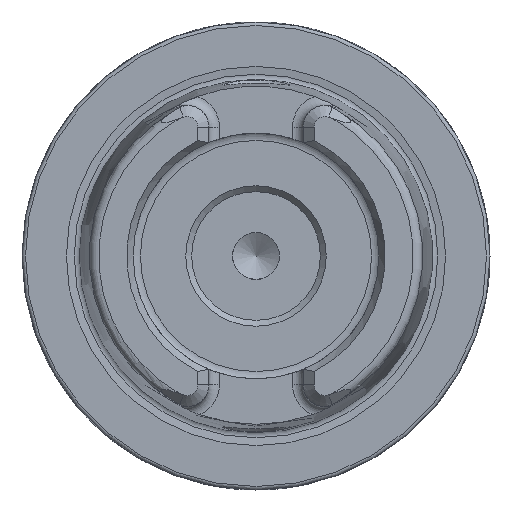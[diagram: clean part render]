
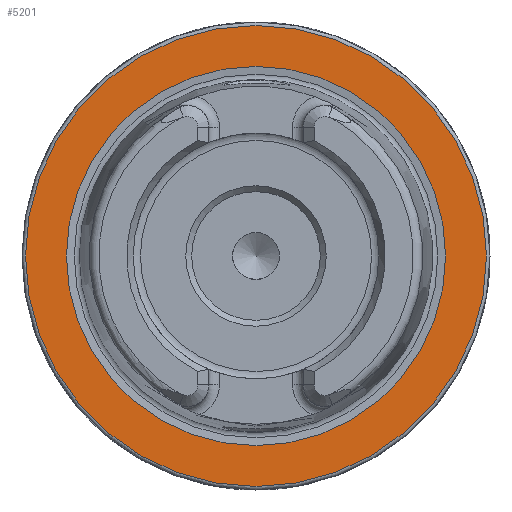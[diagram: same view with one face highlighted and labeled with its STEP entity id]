
A CAD part, left-side view. The second image highlights one B-rep face of the part: STEP entity #5201.
In plain terms, the highlighted planar face has unit normal (-1, 0, 0).
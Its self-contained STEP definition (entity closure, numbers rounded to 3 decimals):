
#28 = EDGE_CURVE ( 'NONE', #4224, #4224, #9043, .T. ) ;
#340 = EDGE_LOOP ( 'NONE', ( #8092 ) ) ;
#1555 = VERTEX_POINT ( 'NONE', #3392 ) ;
#2299 = EDGE_CURVE ( 'NONE', #1555, #1555, #8037, .T. ) ;
#2327 = FACE_OUTER_BOUND ( 'NONE', #340, .T. ) ;
#2690 = DIRECTION ( 'NONE',  ( -1., 0., 0. ) ) ;
#2854 = CARTESIAN_POINT ( 'NONE',  ( 0., 19.7, 0. ) ) ;
#3392 = CARTESIAN_POINT ( 'NONE',  ( 0., 0., 16.207 ) ) ;
#3952 = DIRECTION ( 'NONE',  ( 0., 0., 1. ) ) ;
#4224 = VERTEX_POINT ( 'NONE', #8832 ) ;
#5201 = ADVANCED_FACE ( 'NONE', ( #6582, #2327 ), #6308, .F. ) ;
#5209 = AXIS2_PLACEMENT_3D ( 'NONE', #7686, #2690, #7750 ) ;
#5358 = ORIENTED_EDGE ( 'NONE', *, *, #2299, .F. ) ;
#5637 = AXIS2_PLACEMENT_3D ( 'NONE', #2854, #8460, #8551 ) ;
#6308 = PLANE ( 'NONE',  #5637 ) ;
#6582 = FACE_BOUND ( 'NONE', #8817, .T. ) ;
#7686 = CARTESIAN_POINT ( 'NONE',  ( 0., 0., 0. ) ) ;
#7750 = DIRECTION ( 'NONE',  ( 0., 0., 1. ) ) ;
#8037 = CIRCLE ( 'NONE', #5209, 16.207 ) ;
#8092 = ORIENTED_EDGE ( 'NONE', *, *, #28, .T. ) ;
#8198 = DIRECTION ( 'NONE',  ( -1., 0., 0. ) ) ;
#8360 = AXIS2_PLACEMENT_3D ( 'NONE', #8827, #8198, #3952 ) ;
#8460 = DIRECTION ( 'NONE',  ( 1., 0., 0. ) ) ;
#8551 = DIRECTION ( 'NONE',  ( 0., 0., -1. ) ) ;
#8817 = EDGE_LOOP ( 'NONE', ( #5358 ) ) ;
#8827 = CARTESIAN_POINT ( 'NONE',  ( 0., 0., 0. ) ) ;
#8832 = CARTESIAN_POINT ( 'NONE',  ( 0., 0., 19.7 ) ) ;
#9043 = CIRCLE ( 'NONE', #8360, 19.7 ) ;
